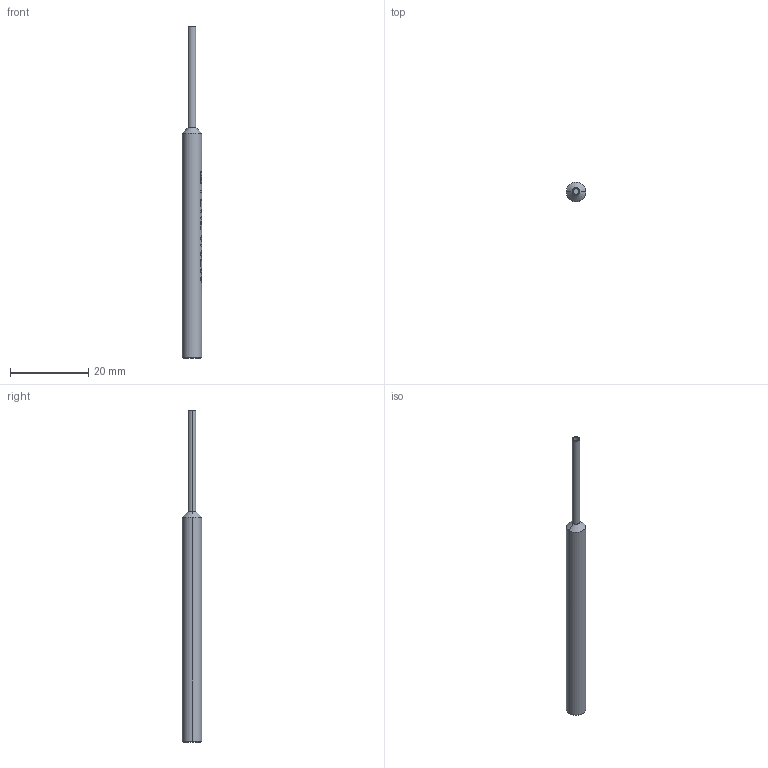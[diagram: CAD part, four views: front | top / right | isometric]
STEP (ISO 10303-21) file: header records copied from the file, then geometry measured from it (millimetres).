
FILE_DESCRIPTION (( 'STEP AP214' ), '1' );
FILE_NAME ('FEWZ-075E50.STEP', '2021-01-27T07:04:14', ( '' ), ( '' ), 'SwSTEP 2.0', 'SolidWorks 2020', '' );
FILE_SCHEMA (( 'AUTOMOTIVE_DESIGN' ));
Length unit declared in the file: millimetre
Products named in the file (1): FEWZ-075E50
Bounding box: 5 x 5 x 85 mm (x, y, z)
Volume: 1216.4 mm3; surface area: 1137.5 mm2
Topology: 1 solids, 1 shells, 208 faces, 603 edges, 400 vertices
Faces by surface type: plane 91, bspline 67, cylinder 46, cone 4
Entity records: 15310 total; most frequent: CARTESIAN_POINT 10256, ORIENTED_EDGE 1206, DIRECTION 811, EDGE_CURVE 603, VERTEX_POINT 400, VECTOR 299, LINE 299, AXIS2_PLACEMENT_3D 256
